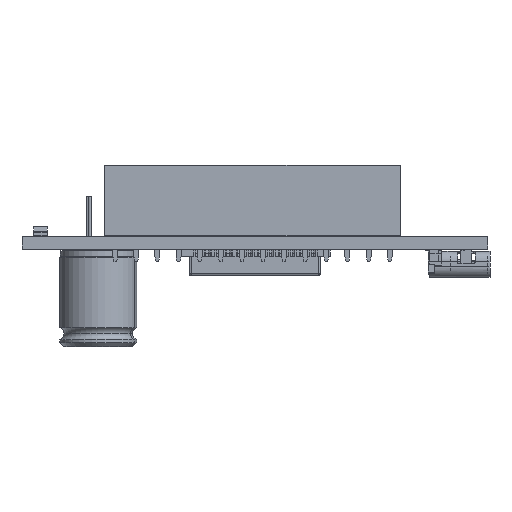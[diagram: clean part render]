
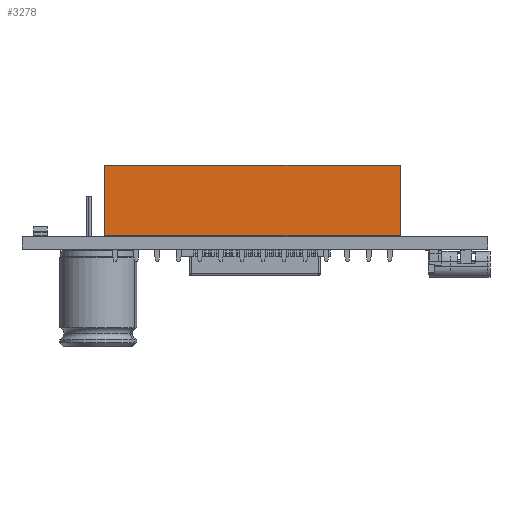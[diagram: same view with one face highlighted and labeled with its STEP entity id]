
A CAD part, left-side view. The second image highlights one B-rep face of the part: STEP entity #3278.
In plain terms, the highlighted planar face has unit normal (-1, 0, 0).
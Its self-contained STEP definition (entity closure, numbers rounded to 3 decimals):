
#1655 = VERTEX_POINT('',#1656);
#1656 = CARTESIAN_POINT('',(-1.27,-34.29,0.));
#1664 = EDGE_CURVE('',#1655,#1665,#1667,.T.);
#1665 = VERTEX_POINT('',#1666);
#1666 = CARTESIAN_POINT('',(-1.27,-34.29,8.5));
#1667 = LINE('',#1668,#1669);
#1668 = CARTESIAN_POINT('',(-1.27,-34.29,0.));
#1669 = VECTOR('',#1670,1.);
#1670 = DIRECTION('',(0.,0.,1.));
#1727 = VERTEX_POINT('',#1728);
#1728 = CARTESIAN_POINT('',(-1.27,1.27,8.5));
#1734 = EDGE_CURVE('',#1735,#1727,#1737,.T.);
#1735 = VERTEX_POINT('',#1736);
#1736 = CARTESIAN_POINT('',(-1.27,1.27,0.));
#1737 = LINE('',#1738,#1739);
#1738 = CARTESIAN_POINT('',(-1.27,1.27,0.));
#1739 = VECTOR('',#1740,1.);
#1740 = DIRECTION('',(0.,0.,1.));
#1799 = EDGE_CURVE('',#1727,#1665,#1800,.T.);
#1800 = LINE('',#1801,#1802);
#1801 = CARTESIAN_POINT('',(-1.27,1.27,8.5));
#1802 = VECTOR('',#1803,1.);
#1803 = DIRECTION('',(0.,-1.,0.));
#2298 = EDGE_CURVE('',#1735,#1655,#2299,.T.);
#2299 = LINE('',#2300,#2301);
#2300 = CARTESIAN_POINT('',(-1.27,1.27,0.));
#2301 = VECTOR('',#2302,1.);
#2302 = DIRECTION('',(0.,-1.,0.));
#3278 = ADVANCED_FACE('',(#3279),#3285,.F.);
#3279 = FACE_BOUND('',#3280,.F.);
#3280 = EDGE_LOOP('',(#3281,#3282,#3283,#3284));
#3281 = ORIENTED_EDGE('',*,*,#1734,.T.);
#3282 = ORIENTED_EDGE('',*,*,#1799,.T.);
#3283 = ORIENTED_EDGE('',*,*,#1664,.F.);
#3284 = ORIENTED_EDGE('',*,*,#2298,.F.);
#3285 = PLANE('',#3286);
#3286 = AXIS2_PLACEMENT_3D('',#3287,#3288,#3289);
#3287 = CARTESIAN_POINT('',(-1.27,1.27,0.));
#3288 = DIRECTION('',(1.,0.,0.));
#3289 = DIRECTION('',(0.,-1.,0.));
